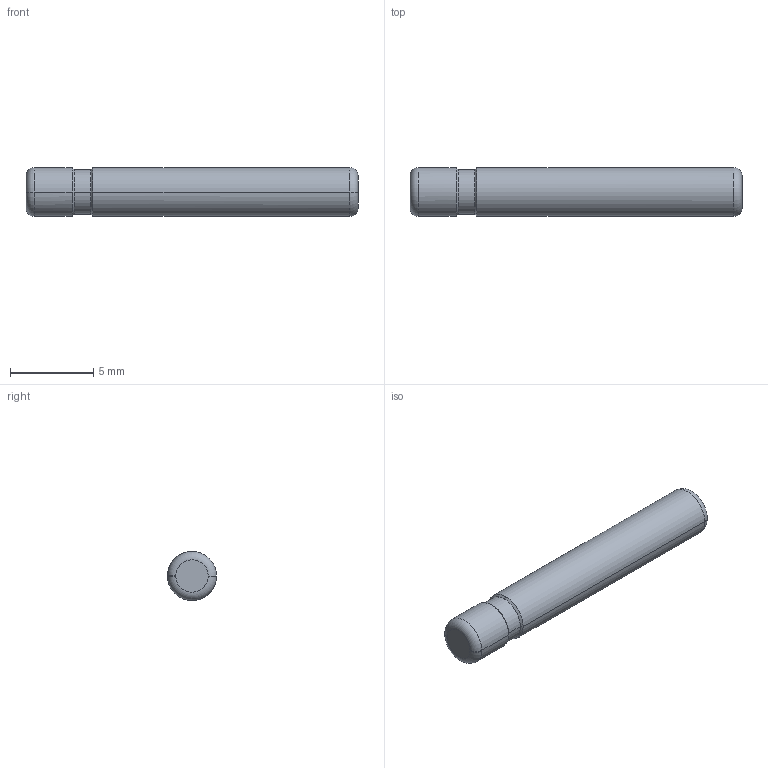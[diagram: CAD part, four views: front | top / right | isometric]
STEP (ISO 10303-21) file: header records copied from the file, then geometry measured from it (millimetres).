
FILE_DESCRIPTION(('STEP AP214'),'1');
FILE_NAME('3226_03_00.stp','2016-07-07T14:32:09',('TraceParts'),('TraceParts S.A.'),'Spatial InterOp 3D',' ',' ');
FILE_SCHEMA(('automotive_design'));
Length unit declared in the file: millimetre
Products named in the file (1): 3226-03-00
Bounding box: 20 x 2.95 x 2.95 mm (x, y, z)
Volume: 134.5 mm3; surface area: 194.9 mm2
Topology: 1 solids, 1 shells, 26 faces, 58 edges, 36 vertices
Faces by surface type: torus 8, cone 8, cylinder 6, plane 4
Entity records: 757 total; most frequent: DIRECTION 156, CARTESIAN_POINT 121, ORIENTED_EDGE 116, AXIS2_PLACEMENT_3D 71, EDGE_CURVE 58, CIRCLE 44, VERTEX_POINT 36, EDGE_LOOP 28
